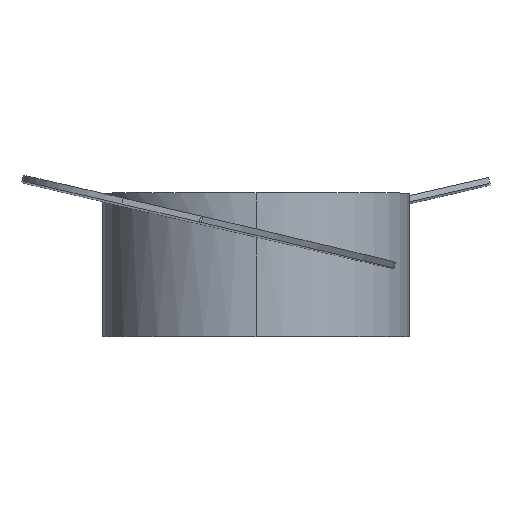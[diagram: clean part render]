
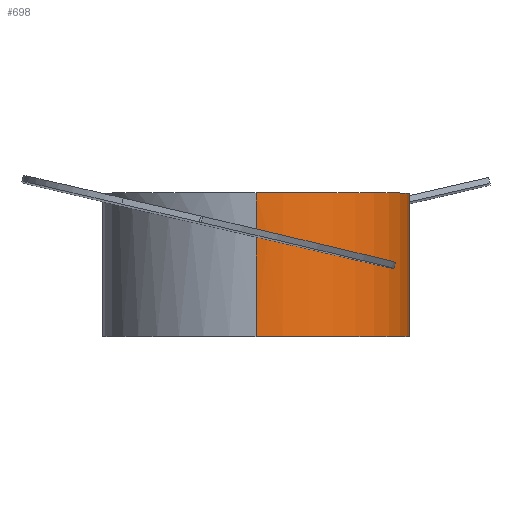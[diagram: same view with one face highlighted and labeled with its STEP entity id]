
A CAD part, top view. The second image highlights one B-rep face of the part: STEP entity #698.
In plain terms, the highlighted cylindrical face has radius 7.5 mm (diameter 15 mm), a partial arc.
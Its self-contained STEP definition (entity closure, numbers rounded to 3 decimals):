
#2 = CARTESIAN_POINT ( 'NONE',  ( 0.579, 0.02, 7.478 ) ) ;
#10 = VERTEX_POINT ( 'NONE', #257 ) ;
#51 = CARTESIAN_POINT ( 'NONE',  ( 0., -5., 0. ) ) ;
#76 =( BOUNDED_CURVE ( )  B_SPLINE_CURVE ( 3, ( #648, #945, #577, #950 ),
 .UNSPECIFIED., .F., .T. ) 
 B_SPLINE_CURVE_WITH_KNOTS ( ( 4, 4 ),
 ( 0.481, 1.571 ),
 .UNSPECIFIED. ) 
 CURVE ( )  GEOMETRIC_REPRESENTATION_ITEM ( )  RATIONAL_B_SPLINE_CURVE ( ( 1., 0.903, 0.903, 1. ) ) 
 REPRESENTATION_ITEM ( '' )  );
#80 = EDGE_LOOP ( 'NONE', ( #156, #572, #352, #232, #187, #169, #924, #640, #553, #637, #119, #498 ) ) ;
#84 = EDGE_CURVE ( 'NONE', #795, #167, #877, .T. ) ;
#103 = CARTESIAN_POINT ( 'NONE',  ( 0.545, -0.28, 7.48 ) ) ;
#117 = VERTEX_POINT ( 'NONE', #296 ) ;
#119 = ORIENTED_EDGE ( 'NONE', *, *, #905, .F. ) ;
#121 = CARTESIAN_POINT ( 'NONE',  ( 0.182, -0.196, 7.5 ) ) ;
#122 = EDGE_CURVE ( 'NONE', #264, #10, #143, .T. ) ;
#126 = CARTESIAN_POINT ( 'NONE',  ( 0.545, -0.28, 7.48 ) ) ;
#135 = VERTEX_POINT ( 'NONE', #885 ) ;
#143 =( BOUNDED_CURVE ( )  B_SPLINE_CURVE ( 3, ( #582, #726, #440, #962 ),
 .UNSPECIFIED., .F., .T. ) 
 B_SPLINE_CURVE_WITH_KNOTS ( ( 4, 4 ),
 ( 1.753, 1.759 ),
 .UNSPECIFIED. ) 
 CURVE ( )  GEOMETRIC_REPRESENTATION_ITEM ( )  RATIONAL_B_SPLINE_CURVE ( ( 1., 1., 1., 1. ) ) 
 REPRESENTATION_ITEM ( '' )  );
#146 = CARTESIAN_POINT ( 'NONE',  ( 0., -0.154, 7.5 ) ) ;
#148 = CARTESIAN_POINT ( 'NONE',  ( 0.556, -0.18, 7.479 ) ) ;
#156 = ORIENTED_EDGE ( 'NONE', *, *, #345, .T. ) ;
#159 = DIRECTION ( 'NONE',  ( 0., 1., 0. ) ) ;
#160 = AXIS2_PLACEMENT_3D ( 'NONE', #51, #707, #362 ) ;
#167 = VERTEX_POINT ( 'NONE', #168 ) ;
#168 = CARTESIAN_POINT ( 'NONE',  ( 0.579, 0.02, 7.478 ) ) ;
#169 = ORIENTED_EDGE ( 'NONE', *, *, #606, .T. ) ;
#187 = ORIENTED_EDGE ( 'NONE', *, *, #654, .T. ) ;
#207 = CARTESIAN_POINT ( 'NONE',  ( 0., 0.154, -7.5 ) ) ;
#213 = DIRECTION ( 'NONE',  ( 0., 1., 0. ) ) ;
#219 = CARTESIAN_POINT ( 'NONE',  ( 0., -5., -7.5 ) ) ;
#223 = B_SPLINE_CURVE_WITH_KNOTS ( 'NONE', 3,
 ( #820, #148, #742, #523 ),
 .UNSPECIFIED., .F., .F.,
 ( 4, 4 ),
 ( 0., 0. ),
 .UNSPECIFIED. ) ;
#224 = LINE ( 'NONE', #286, #964 ) ;
#232 = ORIENTED_EDGE ( 'NONE', *, *, #122, .F. ) ;
#240 = VECTOR ( 'NONE', #963, 1000. ) ;
#257 = CARTESIAN_POINT ( 'NONE',  ( 6.671, 1.386, -3.428 ) ) ;
#264 = VERTEX_POINT ( 'NONE', #845 ) ;
#286 = CARTESIAN_POINT ( 'NONE',  ( 0., -5., -7.5 ) ) ;
#295 = DIRECTION ( 'NONE',  ( 0., 0., 1. ) ) ;
#296 = CARTESIAN_POINT ( 'NONE',  ( 0., 2., 7.5 ) ) ;
#319 = EDGE_CURVE ( 'NONE', #10, #135, #516, .T. ) ;
#345 = EDGE_CURVE ( 'NONE', #854, #717, #589, .T. ) ;
#352 = ORIENTED_EDGE ( 'NONE', *, *, #319, .F. ) ;
#356 = CARTESIAN_POINT ( 'NONE',  ( 5.351, 1.081, -5.996 ) ) ;
#362 = DIRECTION ( 'NONE',  ( 0., 0., 1. ) ) ;
#376 = CARTESIAN_POINT ( 'NONE',  ( 0.387, 0.065, 7.493 ) ) ;
#380 = DIRECTION ( 'NONE',  ( 0., 1., 0. ) ) ;
#385 = CARTESIAN_POINT ( 'NONE',  ( 0., -5., -7.5 ) ) ;
#386 = CARTESIAN_POINT ( 'NONE',  ( 0., 0.154, 7.5 ) ) ;
#390 =( BOUNDED_CURVE ( )  B_SPLINE_CURVE ( 3, ( #926, #121, #575, #103 ),
 .UNSPECIFIED., .F., .T. ) 
 B_SPLINE_CURVE_WITH_KNOTS ( ( 4, 4 ),
 ( 1.571, 1.644 ),
 .UNSPECIFIED. ) 
 CURVE ( )  GEOMETRIC_REPRESENTATION_ITEM ( )  RATIONAL_B_SPLINE_CURVE ( ( 1., 1., 1., 1. ) ) 
 REPRESENTATION_ITEM ( '' )  );
#440 = CARTESIAN_POINT ( 'NONE',  ( 6.664, 1.487, -3.441 ) ) ;
#452 = VECTOR ( 'NONE', #159, 1000. ) ;
#458 = CARTESIAN_POINT ( 'NONE',  ( 0., -5., 0. ) ) ;
#498 = ORIENTED_EDGE ( 'NONE', *, *, #756, .F. ) ;
#516 =( BOUNDED_CURVE ( )  B_SPLINE_CURVE ( 3, ( #952, #356, #573, #568 ),
 .UNSPECIFIED., .F., .T. ) 
 B_SPLINE_CURVE_WITH_KNOTS ( ( 4, 4 ),
 ( 0.475, 1.571 ),
 .UNSPECIFIED. ) 
 CURVE ( )  GEOMETRIC_REPRESENTATION_ITEM ( )  RATIONAL_B_SPLINE_CURVE ( ( 1., 0.902, 0.902, 1. ) ) 
 REPRESENTATION_ITEM ( '' )  );
#518 = LINE ( 'NONE', #751, #452 ) ;
#523 = CARTESIAN_POINT ( 'NONE',  ( 0.579, 0.02, 7.478 ) ) ;
#527 = CARTESIAN_POINT ( 'NONE',  ( 0., -5., 7.5 ) ) ;
#535 = LINE ( 'NONE', #830, #921 ) ;
#537 = EDGE_CURVE ( 'NONE', #717, #135, #224, .T. ) ;
#546 = VERTEX_POINT ( 'NONE', #126 ) ;
#553 = ORIENTED_EDGE ( 'NONE', *, *, #84, .T. ) ;
#568 = CARTESIAN_POINT ( 'NONE',  ( 0., -0.154, -7.5 ) ) ;
#572 = ORIENTED_EDGE ( 'NONE', *, *, #537, .T. ) ;
#573 = CARTESIAN_POINT ( 'NONE',  ( 2.887, 0.513, -7.5 ) ) ;
#575 = CARTESIAN_POINT ( 'NONE',  ( 0.364, -0.238, 7.493 ) ) ;
#577 = CARTESIAN_POINT ( 'NONE',  ( 2.87, 0.817, -7.5 ) ) ;
#582 = CARTESIAN_POINT ( 'NONE',  ( 6.651, 1.689, -3.467 ) ) ;
#589 = CIRCLE ( 'NONE', #160, 7.5 ) ;
#591 = LINE ( 'NONE', #219, #240 ) ;
#601 = DIRECTION ( 'NONE',  ( 0., 1., 0. ) ) ;
#605 = DIRECTION ( 'NONE',  ( 0., 0., 1. ) ) ;
#606 = EDGE_CURVE ( 'NONE', #645, #785, #591, .T. ) ;
#630 = AXIS2_PLACEMENT_3D ( 'NONE', #823, #380, #295 ) ;
#637 = ORIENTED_EDGE ( 'NONE', *, *, #743, .F. ) ;
#640 = ORIENTED_EDGE ( 'NONE', *, *, #706, .F. ) ;
#645 = VERTEX_POINT ( 'NONE', #207 ) ;
#648 = CARTESIAN_POINT ( 'NONE',  ( 6.651, 1.689, -3.467 ) ) ;
#654 = EDGE_CURVE ( 'NONE', #264, #645, #76, .T. ) ;
#698 = ADVANCED_FACE ( 'NONE', ( #750 ), #825, .T. ) ;
#706 = EDGE_CURVE ( 'NONE', #795, #117, #535, .T. ) ;
#707 = DIRECTION ( 'NONE',  ( 0., 1., 0. ) ) ;
#717 = VERTEX_POINT ( 'NONE', #385 ) ;
#726 = CARTESIAN_POINT ( 'NONE',  ( 6.657, 1.588, -3.454 ) ) ;
#730 = CARTESIAN_POINT ( 'NONE',  ( 0.193, 0.109, 7.5 ) ) ;
#741 = CARTESIAN_POINT ( 'NONE',  ( 0., 0.154, 7.5 ) ) ;
#742 = CARTESIAN_POINT ( 'NONE',  ( 0.568, -0.08, 7.478 ) ) ;
#743 = EDGE_CURVE ( 'NONE', #546, #167, #223, .T. ) ;
#746 = DIRECTION ( 'NONE',  ( 0., 1., 0. ) ) ;
#750 = FACE_OUTER_BOUND ( 'NONE', #80, .T. ) ;
#751 = CARTESIAN_POINT ( 'NONE',  ( 0., -5., 7.5 ) ) ;
#756 = EDGE_CURVE ( 'NONE', #854, #791, #518, .T. ) ;
#785 = VERTEX_POINT ( 'NONE', #961 ) ;
#791 = VERTEX_POINT ( 'NONE', #146 ) ;
#795 = VERTEX_POINT ( 'NONE', #386 ) ;
#814 = EDGE_CURVE ( 'NONE', #117, #785, #944, .T. ) ;
#820 = CARTESIAN_POINT ( 'NONE',  ( 0.545, -0.28, 7.48 ) ) ;
#823 = CARTESIAN_POINT ( 'NONE',  ( 0., 2., 0. ) ) ;
#825 = CYLINDRICAL_SURFACE ( 'NONE', #865, 7.5 ) ;
#830 = CARTESIAN_POINT ( 'NONE',  ( 0., -5., 7.5 ) ) ;
#845 = CARTESIAN_POINT ( 'NONE',  ( 6.651, 1.689, -3.467 ) ) ;
#854 = VERTEX_POINT ( 'NONE', #527 ) ;
#865 = AXIS2_PLACEMENT_3D ( 'NONE', #458, #601, #605 ) ;
#877 =( BOUNDED_CURVE ( )  B_SPLINE_CURVE ( 3, ( #741, #730, #376, #2 ),
 .UNSPECIFIED., .F., .T. ) 
 B_SPLINE_CURVE_WITH_KNOTS ( ( 4, 4 ),
 ( 1.571, 1.648 ),
 .UNSPECIFIED. ) 
 CURVE ( )  GEOMETRIC_REPRESENTATION_ITEM ( )  RATIONAL_B_SPLINE_CURVE ( ( 1., 1., 1., 1. ) ) 
 REPRESENTATION_ITEM ( '' )  );
#885 = CARTESIAN_POINT ( 'NONE',  ( 0., -0.154, -7.5 ) ) ;
#905 = EDGE_CURVE ( 'NONE', #791, #546, #390, .T. ) ;
#921 = VECTOR ( 'NONE', #746, 1000. ) ;
#924 = ORIENTED_EDGE ( 'NONE', *, *, #814, .F. ) ;
#926 = CARTESIAN_POINT ( 'NONE',  ( 0., -0.154, 7.5 ) ) ;
#944 = CIRCLE ( 'NONE', #630, 7.5 ) ;
#945 = CARTESIAN_POINT ( 'NONE',  ( 5.324, 1.383, -6.012 ) ) ;
#950 = CARTESIAN_POINT ( 'NONE',  ( 0., 0.154, -7.5 ) ) ;
#952 = CARTESIAN_POINT ( 'NONE',  ( 6.671, 1.386, -3.428 ) ) ;
#961 = CARTESIAN_POINT ( 'NONE',  ( 0., 2., -7.5 ) ) ;
#962 = CARTESIAN_POINT ( 'NONE',  ( 6.671, 1.386, -3.428 ) ) ;
#963 = DIRECTION ( 'NONE',  ( 0., 1., 0. ) ) ;
#964 = VECTOR ( 'NONE', #213, 1000. ) ;
